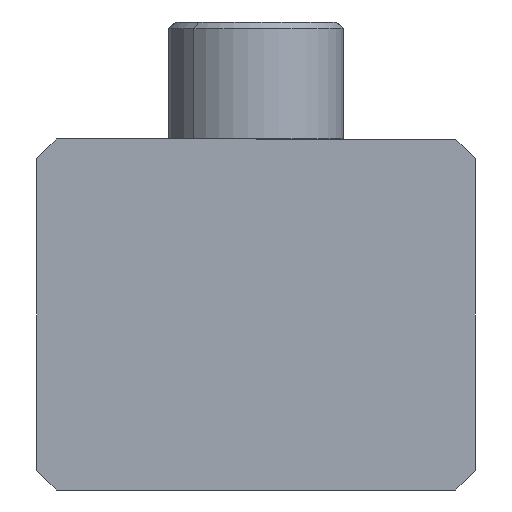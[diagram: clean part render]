
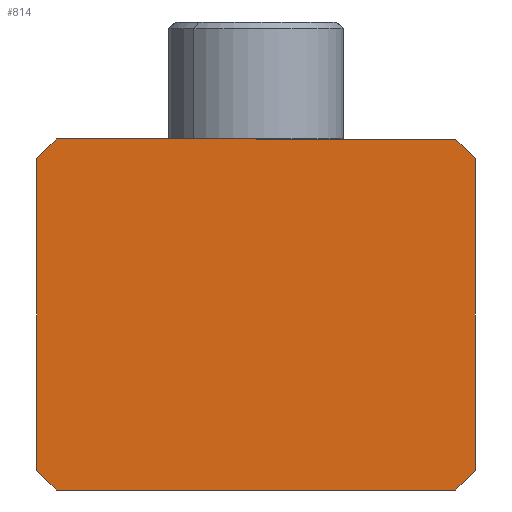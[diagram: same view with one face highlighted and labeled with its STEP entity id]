
A CAD part, left-side view. The second image highlights one B-rep face of the part: STEP entity #814.
In plain terms, the highlighted planar face has unit normal (-1, 0, 0).
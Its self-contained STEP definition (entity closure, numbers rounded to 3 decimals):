
#21 = CARTESIAN_POINT ( 'NONE',  ( 0., 20.5, 18. ) ) ;
#30 = CARTESIAN_POINT ( 'NONE',  ( 0., 22.5, 16. ) ) ;
#32 = CARTESIAN_POINT ( 'NONE',  ( 0., 0., 0. ) ) ;
#48 = VERTEX_POINT ( 'NONE', #505 ) ;
#53 = VERTEX_POINT ( 'NONE', #415 ) ;
#66 = CARTESIAN_POINT ( 'NONE',  ( 0., -20.5, -18. ) ) ;
#78 = VECTOR ( 'NONE', #989, 1000. ) ;
#111 = LINE ( 'NONE', #260, #475 ) ;
#147 = VERTEX_POINT ( 'NONE', #1114 ) ;
#200 = VERTEX_POINT ( 'NONE', #30 ) ;
#212 = VERTEX_POINT ( 'NONE', #256 ) ;
#217 = ORIENTED_EDGE ( 'NONE', *, *, #521, .F. ) ;
#239 = EDGE_CURVE ( 'NONE', #212, #48, #704, .T. ) ;
#247 = VECTOR ( 'NONE', #623, 1000. ) ;
#252 = CARTESIAN_POINT ( 'NONE',  ( 0., 22.5, 16. ) ) ;
#256 = CARTESIAN_POINT ( 'NONE',  ( 0., 20.5, 18. ) ) ;
#260 = CARTESIAN_POINT ( 'NONE',  ( 0., 22.5, -16. ) ) ;
#315 = ORIENTED_EDGE ( 'NONE', *, *, #394, .F. ) ;
#316 = LINE ( 'NONE', #1189, #78 ) ;
#349 = CARTESIAN_POINT ( 'NONE',  ( 0., 22.5, 16. ) ) ;
#363 = EDGE_CURVE ( 'NONE', #48, #53, #1063, .T. ) ;
#378 = EDGE_CURVE ( 'NONE', #200, #212, #1106, .T. ) ;
#394 = EDGE_CURVE ( 'NONE', #53, #661, #316, .T. ) ;
#405 = ORIENTED_EDGE ( 'NONE', *, *, #239, .F. ) ;
#415 = CARTESIAN_POINT ( 'NONE',  ( 0., -22.5, 16. ) ) ;
#419 = EDGE_CURVE ( 'NONE', #583, #147, #1086, .T. ) ;
#424 = CARTESIAN_POINT ( 'NONE',  ( 0., -20.5, -18. ) ) ;
#431 = CARTESIAN_POINT ( 'NONE',  ( 0., 20.5, -18. ) ) ;
#435 = EDGE_LOOP ( 'NONE', ( #405, #887, #217, #976, #985, #567, #315, #977 ) ) ;
#440 = DIRECTION ( 'NONE',  ( 0., 0., 1. ) ) ;
#443 = DIRECTION ( 'NONE',  ( 1., 0., 0. ) ) ;
#445 = CARTESIAN_POINT ( 'NONE',  ( 0., 22.5, -16. ) ) ;
#455 = DIRECTION ( 'NONE',  ( 0., 0.707, 0.707 ) ) ;
#475 = VECTOR ( 'NONE', #455, 1000. ) ;
#505 = CARTESIAN_POINT ( 'NONE',  ( 0., -20.5, 18. ) ) ;
#514 = FACE_OUTER_BOUND ( 'NONE', #435, .T. ) ;
#521 = EDGE_CURVE ( 'NONE', #560, #200, #769, .T. ) ;
#548 = DIRECTION ( 'NONE',  ( 0., -0.707, -0.707 ) ) ;
#560 = VERTEX_POINT ( 'NONE', #445 ) ;
#567 = ORIENTED_EDGE ( 'NONE', *, *, #978, .F. ) ;
#583 = VERTEX_POINT ( 'NONE', #66 ) ;
#623 = DIRECTION ( 'NONE',  ( 0., 0.707, -0.707 ) ) ;
#661 = VERTEX_POINT ( 'NONE', #1240 ) ;
#697 = DIRECTION ( 'NONE',  ( 0., -1., 0. ) ) ;
#704 = LINE ( 'NONE', #21, #741 ) ;
#741 = VECTOR ( 'NONE', #697, 1000. ) ;
#769 = LINE ( 'NONE', #349, #1028 ) ;
#814 = ADVANCED_FACE ( 'NONE', ( #514 ), #1036, .F. ) ;
#853 = VECTOR ( 'NONE', #890, 1000. ) ;
#887 = ORIENTED_EDGE ( 'NONE', *, *, #378, .F. ) ;
#890 = DIRECTION ( 'NONE',  ( 0., -0.707, 0.707 ) ) ;
#902 = DIRECTION ( 'NONE',  ( 0., 0., -1. ) ) ;
#926 = VECTOR ( 'NONE', #1012, 1000. ) ;
#935 = CARTESIAN_POINT ( 'NONE',  ( 0., -20.5, 18. ) ) ;
#976 = ORIENTED_EDGE ( 'NONE', *, *, #1102, .F. ) ;
#977 = ORIENTED_EDGE ( 'NONE', *, *, #363, .F. ) ;
#978 = EDGE_CURVE ( 'NONE', #661, #583, #1027, .T. ) ;
#985 = ORIENTED_EDGE ( 'NONE', *, *, #419, .F. ) ;
#989 = DIRECTION ( 'NONE',  ( 0., 0., -1. ) ) ;
#1012 = DIRECTION ( 'NONE',  ( 0., 1., 0. ) ) ;
#1027 = LINE ( 'NONE', #424, #247 ) ;
#1028 = VECTOR ( 'NONE', #440, 1000. ) ;
#1036 = PLANE ( 'NONE',  #1057 ) ;
#1057 = AXIS2_PLACEMENT_3D ( 'NONE', #32, #443, #902 ) ;
#1063 = LINE ( 'NONE', #935, #1123 ) ;
#1086 = LINE ( 'NONE', #431, #926 ) ;
#1102 = EDGE_CURVE ( 'NONE', #147, #560, #111, .T. ) ;
#1106 = LINE ( 'NONE', #252, #853 ) ;
#1114 = CARTESIAN_POINT ( 'NONE',  ( 0., 20.5, -18. ) ) ;
#1123 = VECTOR ( 'NONE', #548, 1000. ) ;
#1189 = CARTESIAN_POINT ( 'NONE',  ( 0., -22.5, 16. ) ) ;
#1240 = CARTESIAN_POINT ( 'NONE',  ( 0., -22.5, -16. ) ) ;
